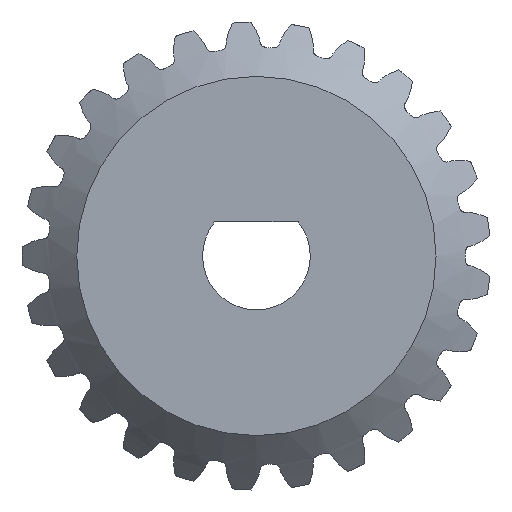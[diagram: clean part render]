
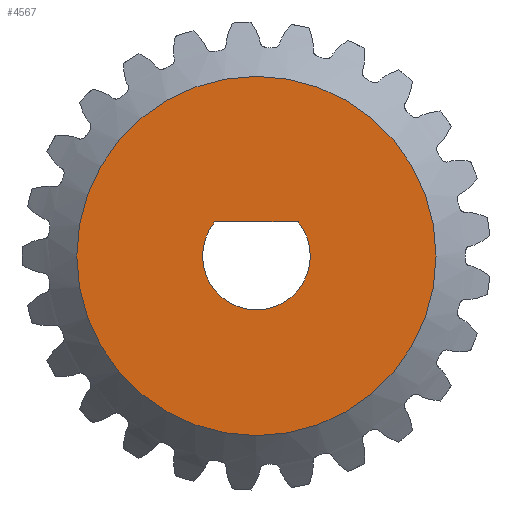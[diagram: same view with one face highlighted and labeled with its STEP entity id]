
A CAD part, front view. The second image highlights one B-rep face of the part: STEP entity #4567.
In plain terms, the highlighted planar face has unit normal (0, -1, 0).
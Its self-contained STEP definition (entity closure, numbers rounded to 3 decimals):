
#696=FACE_BOUND('',#1370,.T.);
#698=LINE('',#5617,#905);
#905=VECTOR('',#5032,10.);
#1112=FACE_OUTER_BOUND('',#1369,.T.);
#1369=EDGE_LOOP('',(#3009));
#1370=EDGE_LOOP('',(#3010,#3011));
#1628=CIRCLE('',#4839,10.);
#1629=CIRCLE('',#4840,3.);
#1734=VERTEX_POINT('',#5613);
#1735=VERTEX_POINT('',#5615);
#1736=VERTEX_POINT('',#5616);
#2244=EDGE_CURVE('',#1734,#1734,#1628,.T.);
#2245=EDGE_CURVE('',#1735,#1736,#698,.T.);
#2246=EDGE_CURVE('',#1736,#1735,#1629,.T.);
#3009=ORIENTED_EDGE('',*,*,#2244,.F.);
#3010=ORIENTED_EDGE('',*,*,#2245,.F.);
#3011=ORIENTED_EDGE('',*,*,#2246,.F.);
#4539=PLANE('',#4838);
#4567=ADVANCED_FACE('',(#1112,#696),#4539,.T.);
#4838=AXIS2_PLACEMENT_3D('',#5612,#5028,#5029);
#4839=AXIS2_PLACEMENT_3D('',#5614,#5030,#5031);
#4840=AXIS2_PLACEMENT_3D('',#5618,#5033,#5034);
#5028=DIRECTION('center_axis',(0.,-1.,0.));
#5029=DIRECTION('ref_axis',(1.,0.,0.));
#5030=DIRECTION('center_axis',(0.,1.,0.));
#5031=DIRECTION('ref_axis',(0.,0.,-1.));
#5032=DIRECTION('',(-1.,0.,0.));
#5033=DIRECTION('center_axis',(0.,-1.,0.));
#5034=DIRECTION('ref_axis',(0.,0.,1.));
#5612=CARTESIAN_POINT('Origin',(0.,-9.5,0.));
#5613=CARTESIAN_POINT('',(0.,-9.5,10.));
#5614=CARTESIAN_POINT('Origin',(0.,-9.5,0.));
#5615=CARTESIAN_POINT('',(2.322,-9.5,1.9));
#5616=CARTESIAN_POINT('',(-2.322,-9.5,1.9));
#5617=CARTESIAN_POINT('',(1.161,-9.5,1.9));
#5618=CARTESIAN_POINT('Origin',(0.,-9.5,0.));
